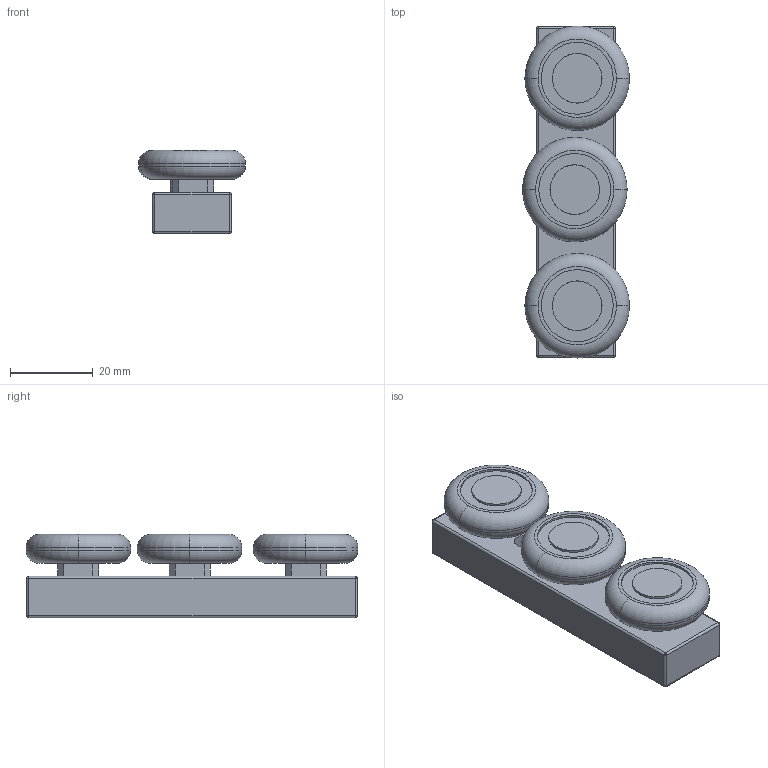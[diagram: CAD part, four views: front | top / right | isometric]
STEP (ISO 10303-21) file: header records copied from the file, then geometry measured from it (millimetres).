
FILE_DESCRIPTION((''),'2;1');
FILE_NAME('13CP0400.stp','2015-07-15T08:19:15',(''),(''),'Mechanical Desktop 2011','Mechanical Desktop 2011',', , ');
FILE_SCHEMA(('AUTOMOTIVE_DESIGN { 1 2 10303 214 1 1 1 1 }'));
Length unit declared in the file: inch
Products named in the file (5): Product; M6 bolt; Offset Shaft; breaing shaft; Roller Block
Bounding box: 25.93 x 80.47 x 20.17 mm (x, y, z)
Volume: 24513.5 mm3; surface area: 13769.8 mm2
Topology: 10 solids, 10 shells, 224 faces, 486 edges, 302 vertices
Faces by surface type: plane 114, cylinder 88, torus 12, sphere 10
Entity records: 4792 total; most frequent: DIRECTION 916, CARTESIAN_POINT 768, ORIENTED_EDGE 728, AXIS2_PLACEMENT_3D 374, EDGE_CURVE 364, VERTEX_POINT 226, EDGE_LOOP 204, CIRCLE 196
